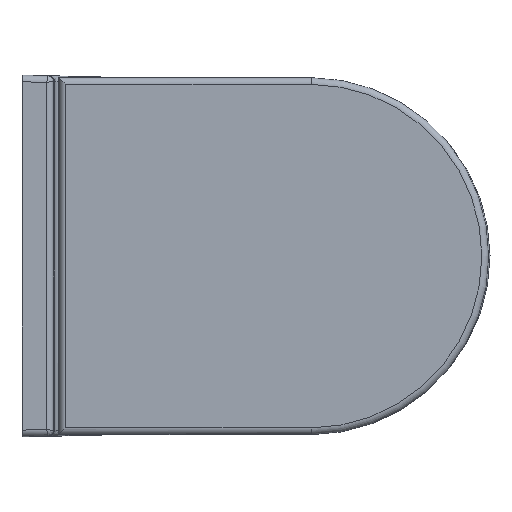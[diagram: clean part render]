
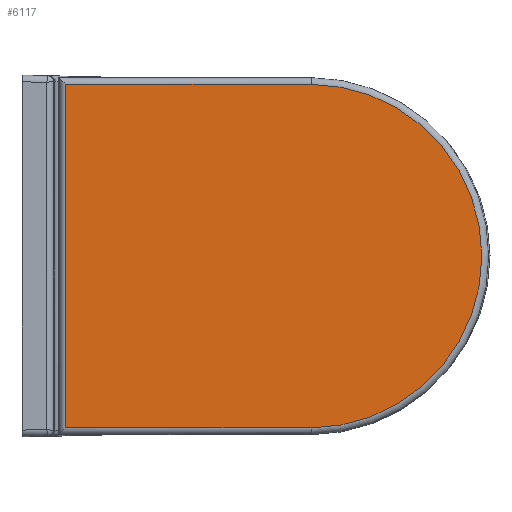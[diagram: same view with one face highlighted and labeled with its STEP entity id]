
A CAD part, top view. The second image highlights one B-rep face of the part: STEP entity #6117.
In plain terms, the highlighted planar face has unit normal (0, 0, 1).
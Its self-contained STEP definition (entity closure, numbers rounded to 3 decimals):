
#5981=CARTESIAN_POINT('',(272.036,7.991,35.0));
#5982=VERTEX_POINT('',#5981);
#5983=CARTESIAN_POINT('',(272.036,-347.991,35.0));
#5984=VERTEX_POINT('',#5983);
#5985=CARTESIAN_POINT('',(272.036,7.991,35.0));
#5986=DIRECTION('',(0.0,-1.0,0.0));
#5987=VECTOR('',#5986,355.982);
#5988=LINE('',#5985,#5987);
#5989=EDGE_CURVE('',#5982,#5984,#5988,.T.);
#6014=CARTESIAN_POINT('',(17.359,-347.991,35.0));
#6015=VERTEX_POINT('',#6014);
#6016=CARTESIAN_POINT('',(272.036,-347.991,35.0));
#6017=DIRECTION('',(-1.0,0.0,0.0));
#6018=VECTOR('',#6017,254.676);
#6019=LINE('',#6016,#6018);
#6020=EDGE_CURVE('',#5984,#6015,#6019,.T.);
#6054=CARTESIAN_POINT('',(17.362,7.991,35.0));
#6055=VERTEX_POINT('',#6054);
#6056=CARTESIAN_POINT('',(18.62,-170.0,35.0));
#6057=DIRECTION('',(0.0,0.0,-1.0));
#6058=DIRECTION('',(-1.,0.,0.0));
#6059=AXIS2_PLACEMENT_3D('',#6056,#6057,#6058);
#6060=CIRCLE('',#6059,177.996);
#6061=EDGE_CURVE('',#6015,#6055,#6060,.T.);
#6094=CARTESIAN_POINT('',(17.362,7.991,35.0));
#6095=DIRECTION('',(1.0,0.0,0.0));
#6096=VECTOR('',#6095,254.674);
#6097=LINE('',#6094,#6096);
#6098=EDGE_CURVE('',#6055,#5982,#6097,.T.);
#6106=CARTESIAN_POINT('',(88.173,-170.,35.0));
#6107=DIRECTION('',(0.0,0.0,1.0));
#6108=DIRECTION('',(1.0,0.0,0.0));
#6109=AXIS2_PLACEMENT_3D('',#6106,#6107,#6108);
#6110=PLANE('',#6109);
#6111=ORIENTED_EDGE('',*,*,#5989,.F.);
#6112=ORIENTED_EDGE('',*,*,#6098,.F.);
#6113=ORIENTED_EDGE('',*,*,#6061,.F.);
#6114=ORIENTED_EDGE('',*,*,#6020,.F.);
#6115=EDGE_LOOP('',(#6111,#6112,#6113,#6114));
#6116=FACE_OUTER_BOUND('',#6115,.T.);
#6117=ADVANCED_FACE('',(#6116),#6110,.T.);
